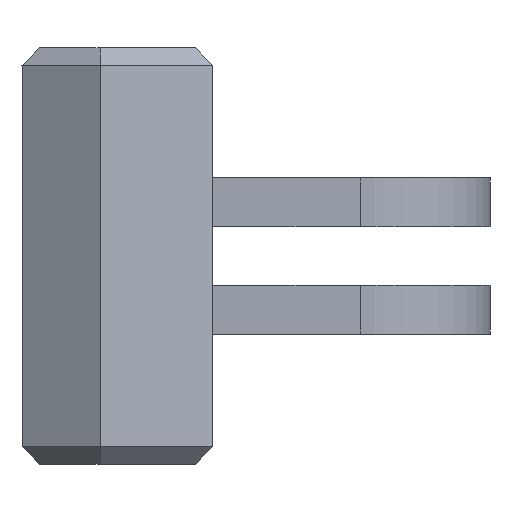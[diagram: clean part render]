
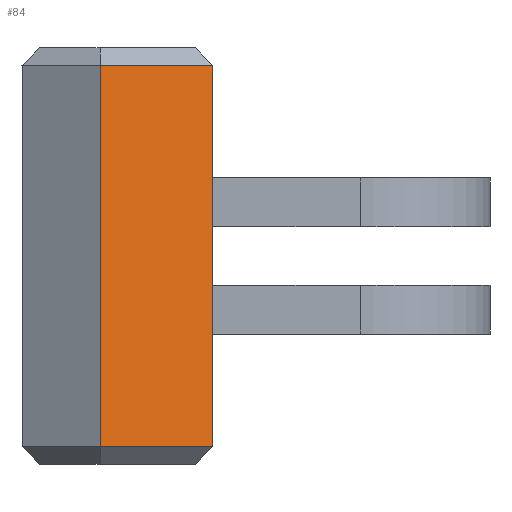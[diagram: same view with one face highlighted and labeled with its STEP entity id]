
A CAD part, front view. The second image highlights one B-rep face of the part: STEP entity #84.
In plain terms, the highlighted planar face has unit normal (0.5, -0.866, 0).
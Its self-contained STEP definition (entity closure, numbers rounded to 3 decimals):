
#84=ADVANCED_FACE('',(#142),#841,.T.);
#142=FACE_OUTER_BOUND('',#204,.T.);
#204=EDGE_LOOP('',(#427,#428,#429,#430));
#427=ORIENTED_EDGE('',*,*,#534,.T.);
#428=ORIENTED_EDGE('',*,*,#589,.T.);
#429=ORIENTED_EDGE('',*,*,#564,.F.);
#430=ORIENTED_EDGE('',*,*,#588,.F.);
#534=EDGE_CURVE('',#768,#770,#644,.T.);
#564=EDGE_CURVE('',#787,#789,#674,.T.);
#588=EDGE_CURVE('',#768,#787,#698,.T.);
#589=EDGE_CURVE('',#770,#789,#699,.T.);
#644=B_SPLINE_CURVE_WITH_KNOTS('',1,(#1479,#1480),.UNSPECIFIED.,.F.,.F.,
(2,2),(0.,7.506),.UNSPECIFIED.);
#674=B_SPLINE_CURVE_WITH_KNOTS('',1,(#1773,#1774),.UNSPECIFIED.,.F.,.F.,
(2,2),(0.,7.506),.UNSPECIFIED.);
#698=B_SPLINE_CURVE_WITH_KNOTS('',1,(#1977,#1978),.UNSPECIFIED.,.F.,.F.,
(2,2),(-23.,-1.),.UNSPECIFIED.);
#699=B_SPLINE_CURVE_WITH_KNOTS('',1,(#1979,#1980),.UNSPECIFIED.,.F.,.F.,
(2,2),(-23.,-1.),.UNSPECIFIED.);
#768=VERTEX_POINT('',#1255);
#770=VERTEX_POINT('',#1257);
#787=VERTEX_POINT('',#1274);
#789=VERTEX_POINT('',#1276);
#841=PLANE('',#915);
#915=AXIS2_PLACEMENT_3D('',#1228,#967,$);
#967=DIRECTION('',(0.5,-0.866,0.));
#1228=CARTESIAN_POINT('',(685.547,-70.145,-7.572));
#1255=CARTESIAN_POINT('',(692.047,-66.392,15.428));
#1257=CARTESIAN_POINT('',(685.547,-70.145,15.428));
#1274=CARTESIAN_POINT('',(692.047,-66.392,-6.572));
#1276=CARTESIAN_POINT('',(685.547,-70.145,-6.572));
#1479=CARTESIAN_POINT('',(692.047,-66.392,15.428));
#1480=CARTESIAN_POINT('',(685.547,-70.145,15.428));
#1773=CARTESIAN_POINT('',(692.047,-66.392,-6.572));
#1774=CARTESIAN_POINT('',(685.547,-70.145,-6.572));
#1977=CARTESIAN_POINT('',(692.047,-66.392,15.428));
#1978=CARTESIAN_POINT('',(692.047,-66.392,-6.572));
#1979=CARTESIAN_POINT('',(685.547,-70.145,15.428));
#1980=CARTESIAN_POINT('',(685.547,-70.145,-6.572));
